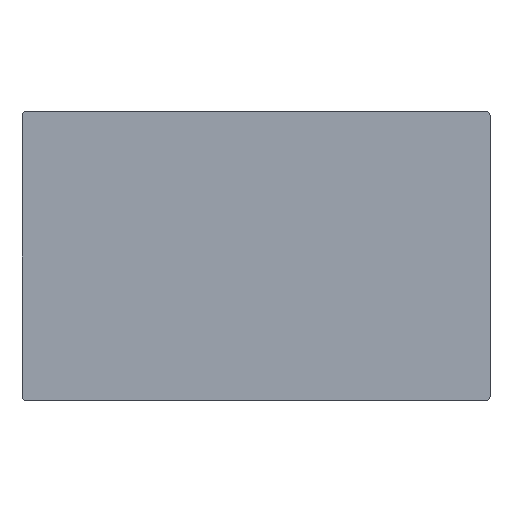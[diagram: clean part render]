
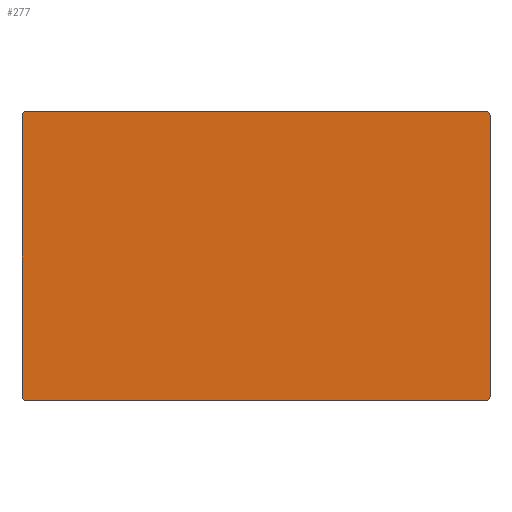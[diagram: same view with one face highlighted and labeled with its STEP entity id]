
A CAD part, top view. The second image highlights one B-rep face of the part: STEP entity #277.
In plain terms, the highlighted planar face has unit normal (0, 0, 1).
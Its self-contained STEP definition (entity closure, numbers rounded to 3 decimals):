
#16=PLANE('',#302);
#25=LINE('',#449,#45);
#27=LINE('',#453,#47);
#28=LINE('',#457,#48);
#29=LINE('',#461,#49);
#45=VECTOR('',#351,10.);
#47=VECTOR('',#355,10.);
#48=VECTOR('',#358,10.);
#49=VECTOR('',#361,10.);
#73=FACE_OUTER_BOUND('',#91,.T.);
#91=EDGE_LOOP('',(#205,#206,#207,#208,#209,#210,#211,#212));
#109=CIRCLE('',#298,0.5);
#111=CIRCLE('',#303,0.5);
#112=CIRCLE('',#304,0.5);
#113=CIRCLE('',#305,0.5);
#129=VERTEX_POINT('',#436);
#130=VERTEX_POINT('',#437);
#133=VERTEX_POINT('',#448);
#134=VERTEX_POINT('',#452);
#135=VERTEX_POINT('',#454);
#136=VERTEX_POINT('',#456);
#137=VERTEX_POINT('',#458);
#138=VERTEX_POINT('',#460);
#153=EDGE_CURVE('',#129,#130,#109,.T.);
#159=EDGE_CURVE('',#133,#130,#25,.T.);
#161=EDGE_CURVE('',#129,#134,#27,.T.);
#162=EDGE_CURVE('',#135,#134,#111,.T.);
#163=EDGE_CURVE('',#135,#136,#28,.T.);
#164=EDGE_CURVE('',#137,#136,#112,.T.);
#165=EDGE_CURVE('',#137,#138,#29,.T.);
#166=EDGE_CURVE('',#133,#138,#113,.T.);
#205=ORIENTED_EDGE('',*,*,#153,.F.);
#206=ORIENTED_EDGE('',*,*,#161,.T.);
#207=ORIENTED_EDGE('',*,*,#162,.F.);
#208=ORIENTED_EDGE('',*,*,#163,.T.);
#209=ORIENTED_EDGE('',*,*,#164,.F.);
#210=ORIENTED_EDGE('',*,*,#165,.T.);
#211=ORIENTED_EDGE('',*,*,#166,.F.);
#212=ORIENTED_EDGE('',*,*,#159,.T.);
#277=ADVANCED_FACE('',(#73),#16,.F.);
#298=AXIS2_PLACEMENT_3D('',#438,#339,#340);
#302=AXIS2_PLACEMENT_3D('',#451,#353,#354);
#303=AXIS2_PLACEMENT_3D('',#455,#356,#357);
#304=AXIS2_PLACEMENT_3D('',#459,#359,#360);
#305=AXIS2_PLACEMENT_3D('',#462,#362,#363);
#339=DIRECTION('center_axis',(0.,0.,-1.));
#340=DIRECTION('ref_axis',(-0.707,0.707,0.));
#351=DIRECTION('',(-1.,0.,0.));
#353=DIRECTION('center_axis',(0.,0.,-1.));
#354=DIRECTION('ref_axis',(1.,0.,0.));
#355=DIRECTION('',(0.,-1.,0.));
#356=DIRECTION('center_axis',(0.,0.,-1.));
#357=DIRECTION('ref_axis',(-0.707,-0.707,0.));
#358=DIRECTION('',(1.,0.,0.));
#359=DIRECTION('center_axis',(0.,0.,-1.));
#360=DIRECTION('ref_axis',(0.707,-0.707,0.));
#361=DIRECTION('',(0.,1.,0.));
#362=DIRECTION('center_axis',(0.,0.,-1.));
#363=DIRECTION('ref_axis',(0.707,0.707,0.));
#436=CARTESIAN_POINT('',(124.542,-47.684,-15.519));
#437=CARTESIAN_POINT('',(125.042,-47.184,-15.519));
#438=CARTESIAN_POINT('Origin',(125.042,-47.684,-15.519));
#448=CARTESIAN_POINT('',(176.042,-47.184,-15.519));
#449=CARTESIAN_POINT('',(176.542,-47.184,-15.519));
#451=CARTESIAN_POINT('Origin',(150.542,-63.284,-15.519));
#452=CARTESIAN_POINT('',(124.542,-78.884,-15.519));
#453=CARTESIAN_POINT('',(124.542,-47.184,-15.519));
#454=CARTESIAN_POINT('',(125.042,-79.384,-15.519));
#455=CARTESIAN_POINT('Origin',(125.042,-78.884,-15.519));
#456=CARTESIAN_POINT('',(176.042,-79.384,-15.519));
#457=CARTESIAN_POINT('',(124.542,-79.384,-15.519));
#458=CARTESIAN_POINT('',(176.542,-78.884,-15.519));
#459=CARTESIAN_POINT('Origin',(176.042,-78.884,-15.519));
#460=CARTESIAN_POINT('',(176.542,-47.684,-15.519));
#461=CARTESIAN_POINT('',(176.542,-79.384,-15.519));
#462=CARTESIAN_POINT('Origin',(176.042,-47.684,-15.519));
